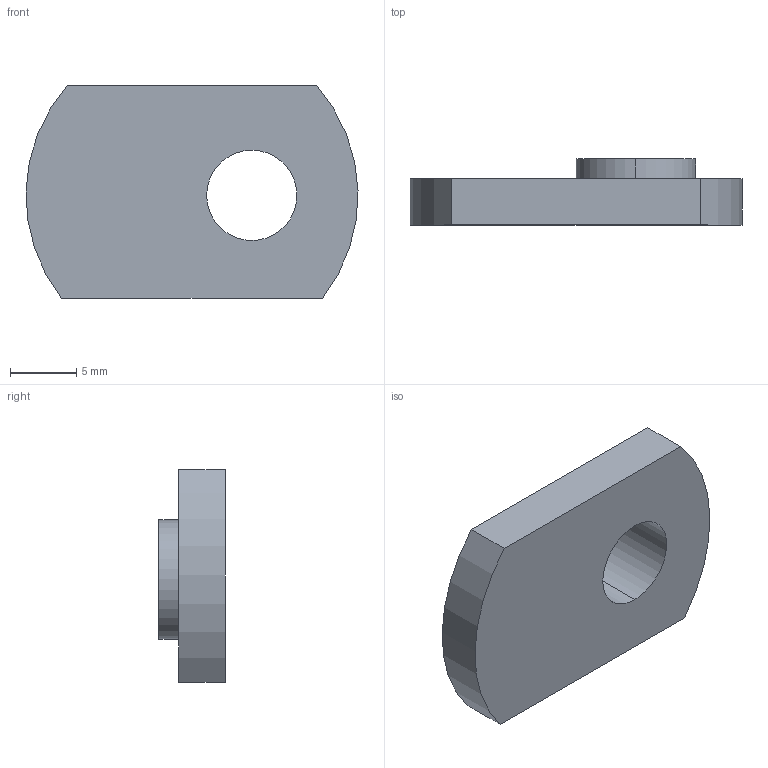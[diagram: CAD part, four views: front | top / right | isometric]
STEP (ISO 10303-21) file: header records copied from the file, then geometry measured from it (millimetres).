
FILE_DESCRIPTION (( 'STEP AP203' ), '1' );
FILE_NAME ('151213.step', '2021-06-03T16:36:53', ( '' ), ( '' ), 'SwSTEP 2.0', 'SolidWorks 2021', '' );
FILE_SCHEMA (( 'CONFIG_CONTROL_DESIGN' ));
Length unit declared in the file: millimetre
Products named in the file (1): 151213
Bounding box: 24.99 x 5 x 16 mm (x, y, z)
Volume: 1210.9 mm3; surface area: 1073.8 mm2
Topology: 1 solids, 1 shells, 11 faces, 24 edges, 16 vertices
Faces by surface type: cylinder 6, plane 5
Entity records: 391 total; most frequent: DIRECTION 60, CARTESIAN_POINT 52, ORIENTED_EDGE 48, EDGE_CURVE 24, AXIS2_PLACEMENT_3D 24, VERTEX_POINT 16, EDGE_LOOP 14, LINE 12
